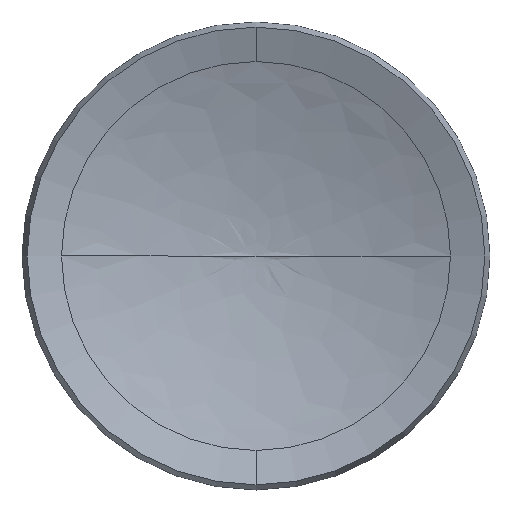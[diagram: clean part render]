
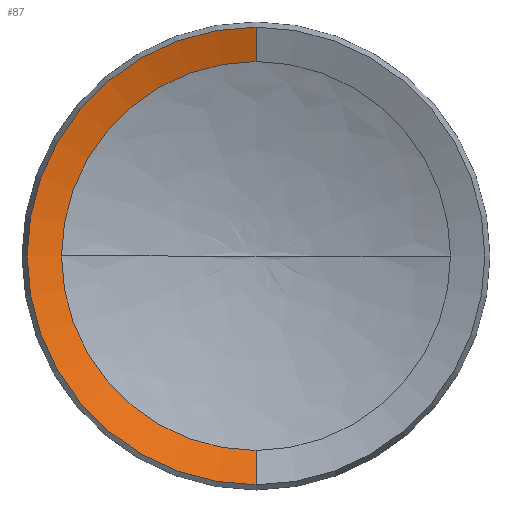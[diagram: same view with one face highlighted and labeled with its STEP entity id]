
A CAD part, front view. The second image highlights one B-rep face of the part: STEP entity #87.
In plain terms, the highlighted conical face has half-angle 70.153 degrees and reference radius 17.784 mm.
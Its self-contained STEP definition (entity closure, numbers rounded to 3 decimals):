
#22 = CARTESIAN_POINT ( 'NONE',  ( 0., 0., -17.784 ) ) ;
#26 = VERTEX_POINT ( 'NONE', #431 ) ;
#34 = CARTESIAN_POINT ( 'NONE',  ( -17.784, 0., 0. ) ) ;
#40 = DIRECTION ( 'NONE',  ( 0., -1., 0. ) ) ;
#54 = EDGE_CURVE ( 'NONE', #278, #63, #86, .T. ) ;
#63 = VERTEX_POINT ( 'NONE', #69 ) ;
#64 = DIRECTION ( 'NONE',  ( 0., -0.34, 0.941 ) ) ;
#69 = CARTESIAN_POINT ( 'NONE',  ( 0., -1.136, -20.93 ) ) ;
#86 = CIRCLE ( 'NONE', #241, 20.93 ) ;
#87 = ADVANCED_FACE ( 'NONE', ( #164 ), #131, .F. ) ;
#97 = DIRECTION ( 'NONE',  ( 0., -0.34, -0.941 ) ) ;
#117 = DIRECTION ( 'NONE',  ( 0., 0., -1. ) ) ;
#130 = VERTEX_POINT ( 'NONE', #34 ) ;
#131 = CONICAL_SURFACE ( 'NONE', #354, 17.784, 1.224 ) ;
#135 = VECTOR ( 'NONE', #64, 1000. ) ;
#146 = DIRECTION ( 'NONE',  ( 0., 0., -1. ) ) ;
#147 = CARTESIAN_POINT ( 'NONE',  ( 0., 0., 0. ) ) ;
#164 = FACE_OUTER_BOUND ( 'NONE', #311, .T. ) ;
#176 = CARTESIAN_POINT ( 'NONE',  ( 0., 0., 17.784 ) ) ;
#177 = CIRCLE ( 'NONE', #479, 17.784 ) ;
#186 = EDGE_CURVE ( 'NONE', #402, #130, #319, .T. ) ;
#189 = ORIENTED_EDGE ( 'NONE', *, *, #385, .F. ) ;
#190 = CARTESIAN_POINT ( 'NONE',  ( 0., -1.136, 0. ) ) ;
#191 = DIRECTION ( 'NONE',  ( 0., 0., -1. ) ) ;
#219 = DIRECTION ( 'NONE',  ( 0., 0., -1. ) ) ;
#227 = DIRECTION ( 'NONE',  ( 0., -1., 0. ) ) ;
#230 = ORIENTED_EDGE ( 'NONE', *, *, #269, .T. ) ;
#235 = ORIENTED_EDGE ( 'NONE', *, *, #423, .F. ) ;
#239 = LINE ( 'NONE', #22, #308 ) ;
#241 = AXIS2_PLACEMENT_3D ( 'NONE', #190, #227, #146 ) ;
#269 = EDGE_CURVE ( 'NONE', #402, #278, #317, .T. ) ;
#272 = CARTESIAN_POINT ( 'NONE',  ( 0., 0., 0. ) ) ;
#278 = VERTEX_POINT ( 'NONE', #323 ) ;
#286 = DIRECTION ( 'NONE',  ( 0., -1., 0. ) ) ;
#305 = ORIENTED_EDGE ( 'NONE', *, *, #54, .T. ) ;
#308 = VECTOR ( 'NONE', #97, 1000. ) ;
#311 = EDGE_LOOP ( 'NONE', ( #315, #230, #305, #189, #235 ) ) ;
#315 = ORIENTED_EDGE ( 'NONE', *, *, #186, .F. ) ;
#317 = LINE ( 'NONE', #176, #135 ) ;
#319 = CIRCLE ( 'NONE', #414, 17.784 ) ;
#323 = CARTESIAN_POINT ( 'NONE',  ( 0., -1.136, 20.93 ) ) ;
#354 = AXIS2_PLACEMENT_3D ( 'NONE', #471, #286, #219 ) ;
#385 = EDGE_CURVE ( 'NONE', #26, #63, #239, .T. ) ;
#399 = CARTESIAN_POINT ( 'NONE',  ( 0., 0., 17.784 ) ) ;
#402 = VERTEX_POINT ( 'NONE', #399 ) ;
#414 = AXIS2_PLACEMENT_3D ( 'NONE', #272, #40, #117 ) ;
#423 = EDGE_CURVE ( 'NONE', #130, #26, #177, .T. ) ;
#431 = CARTESIAN_POINT ( 'NONE',  ( 0., 0., -17.784 ) ) ;
#443 = DIRECTION ( 'NONE',  ( 0., -1., 0. ) ) ;
#471 = CARTESIAN_POINT ( 'NONE',  ( 0., 0., 0. ) ) ;
#479 = AXIS2_PLACEMENT_3D ( 'NONE', #147, #443, #191 ) ;
